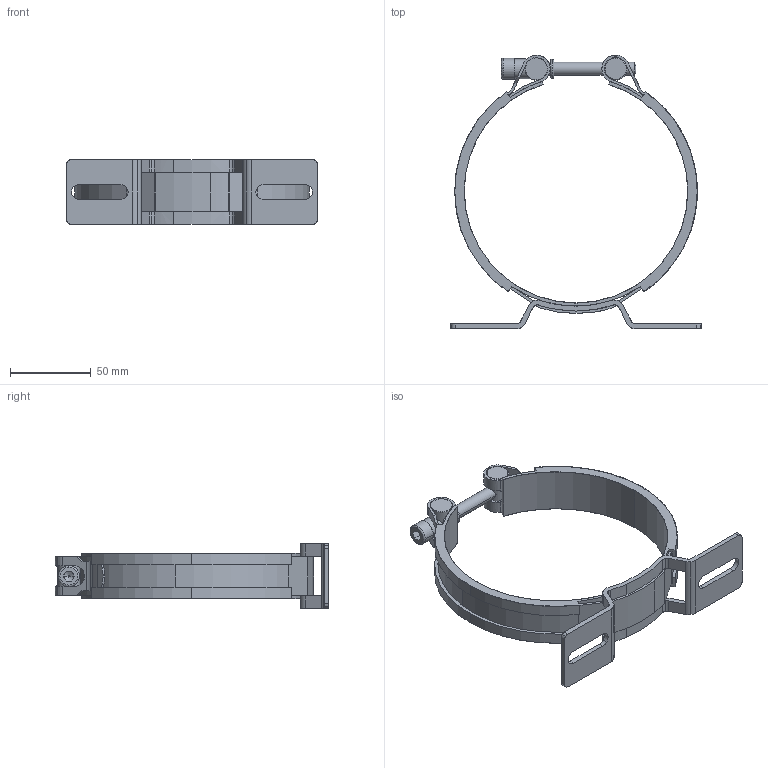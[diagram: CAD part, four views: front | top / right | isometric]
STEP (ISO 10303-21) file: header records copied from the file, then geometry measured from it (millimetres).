
FILE_DESCRIPTION((''),'2;1');
FILE_NAME('MPCA1128138-1.stp','2008-07-16T16:39:17',(''),(''),'Mechanical Desktop.R8.0.24.0','Mechanical Desktop.R8.0.24.0',', , ');
FILE_SCHEMA(('CONFIG_CONTROL_DESIGN'));
Length unit declared in the file: millimetre
Products named in the file (1): MPCA1128138-1 FOR CONVERSION STEP
Bounding box: 155 x 169.13 x 40 mm (x, y, z)
Volume: 76594.4 mm3; surface area: 78881.7 mm2
Topology: 8 solids, 8 shells, 311 faces, 889 edges, 587 vertices
Faces by surface type: bspline 126, cylinder 102, plane 53, torus 20, cone 10
Entity records: 12309 total; most frequent: CARTESIAN_POINT 4362, ORIENTED_EDGE 1778, DIRECTION 1550, EDGE_CURVE 889, VERTEX_POINT 587, AXIS2_PLACEMENT_3D 579, VECTOR 392, LINE 392
